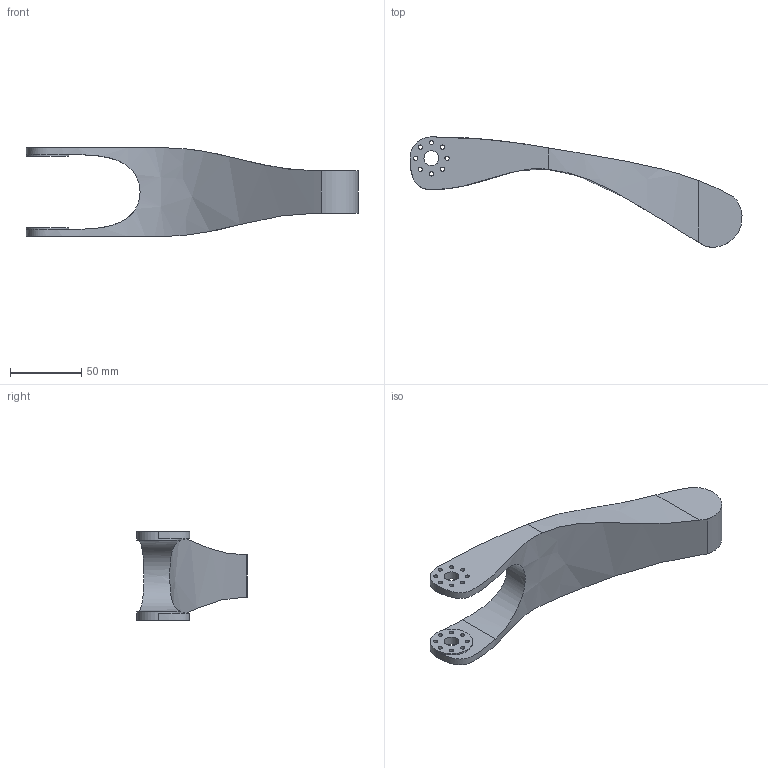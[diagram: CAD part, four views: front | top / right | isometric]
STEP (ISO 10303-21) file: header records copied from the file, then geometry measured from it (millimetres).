
FILE_DESCRIPTION(('Open CASCADE Model'),'2;1');
FILE_NAME('Open CASCADE Shape Model','2025-08-15T00:25:32',('Author'),( 'Open CASCADE'),'Open CASCADE STEP processor 7.8','Open CASCADE 7.8' ,'Unknown');
FILE_SCHEMA(('AUTOMOTIVE_DESIGN { 1 0 10303 214 1 1 1 1 }'));
Length unit declared in the file: millimetre
Products named in the file (1): Open CASCADE STEP translator 7.8 1
Bounding box: 232.83 x 77.32 x 62 mm (x, y, z)
Volume: 198480.4 mm3; surface area: 37013.5 mm2
Topology: 1 solids, 1 shells, 34 faces, 96 edges, 64 vertices
Faces by surface type: cylinder 21, plane 8, extrusion 5
Full cylindrical faces by diameter (mm): 3 x16, 10.5 x2, 30 x2
Entity records: 4029 total; most frequent: CARTESIAN_POINT 2063, DIRECTION 348, ORIENTED_EDGE 192, PCURVE 192, DEFINITIONAL_REPRESENTATION 192, VECTOR 151, LINE 146, EDGE_CURVE 96
